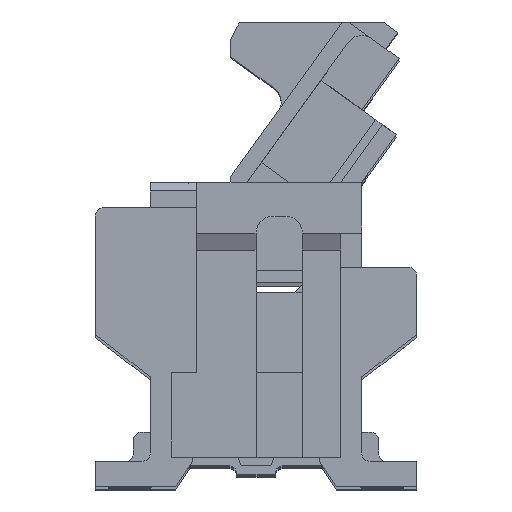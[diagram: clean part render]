
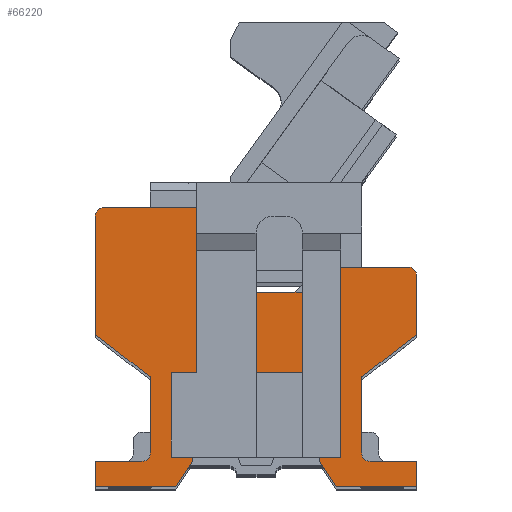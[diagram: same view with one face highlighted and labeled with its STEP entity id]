
A CAD part, top view. The second image highlights one B-rep face of the part: STEP entity #66220.
In plain terms, the highlighted planar face has unit normal (0, 0, 1).
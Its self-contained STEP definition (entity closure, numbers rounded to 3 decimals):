
#21690=CARTESIAN_POINT('',(-0.3,1.65,3.99));
#21700=VERTEX_POINT('',#21690);
#21730=CARTESIAN_POINT('',(-0.3,1.65,3.99));
#21740=DIRECTION('',(-1.,0.,0.));
#21750=VECTOR('',#21740,1.);
#21760=LINE('',#21730,#21750);
#21770=CARTESIAN_POINT('',(-1.35,1.65,3.99));
#21780=VERTEX_POINT('',#21770);
#21790=EDGE_CURVE('',#21700,#21780,#21760,.T.);
#24590=CARTESIAN_POINT('',(-2.,0.7,3.99));
#24600=VERTEX_POINT('',#24590);
#24630=CARTESIAN_POINT('',(-1.634,0.7,3.99));
#24640=DIRECTION('',(1.,0.,0.));
#24650=VECTOR('',#24640,1.);
#24660=LINE('',#24630,#24650);
#24670=CARTESIAN_POINT('',(0.,0.7,3.99));
#24680=VERTEX_POINT('',#24670);
#24690=EDGE_CURVE('',#24600,#24680,#24660,.T.);
#26890=CARTESIAN_POINT('',(-2.8,2.55,3.99));
#26900=DIRECTION('',(0.,0.,-1.));
#26910=DIRECTION('',(-1.,0.,0.));
#26920=AXIS2_PLACEMENT_3D('',#26890,#26900,#26910);
#26930=CIRCLE('',#26920,0.1);
#26940=CARTESIAN_POINT('',(-2.9,2.55,3.99));
#26950=VERTEX_POINT('',#26940);
#26960=CARTESIAN_POINT('',(-2.8,2.65,3.99));
#26970=VERTEX_POINT('',#26960);
#26980=EDGE_CURVE('',#26950,#26970,#26930,.T.);
#31870=CARTESIAN_POINT('',(0.,0.354,3.99));
#31880=DIRECTION('',(0.,-1.,0.));
#31890=VECTOR('',#31880,1.);
#31900=LINE('',#31870,#31890);
#31910=CARTESIAN_POINT('',(0.,-0.3,3.99));
#31920=VERTEX_POINT('',#31910);
#31930=EDGE_CURVE('',#24680,#31920,#31900,.T.);
#37750=CARTESIAN_POINT('',(-1.75,-0.3,3.99));
#37760=VERTEX_POINT('',#37750);
#37790=CARTESIAN_POINT('',(-1.634,-0.3,3.99));
#37800=DIRECTION('',(1.,0.,0.));
#37810=VECTOR('',#37800,1.);
#37820=LINE('',#37790,#37810);
#37830=CARTESIAN_POINT('',(-2.,-0.3,3.99));
#37840=VERTEX_POINT('',#37830);
#37850=EDGE_CURVE('',#37840,#37760,#37820,.T.);
#38180=CARTESIAN_POINT('',(-0.25,-0.3,3.99));
#38190=VERTEX_POINT('',#38180);
#38200=EDGE_CURVE('',#38190,#31920,#37820,.T.);
#41610=CARTESIAN_POINT('',(-2.,0.354,3.99));
#41620=DIRECTION('',(0.,1.,0.));
#41630=VECTOR('',#41620,1.);
#41640=LINE('',#41610,#41630);
#41650=EDGE_CURVE('',#37840,#24600,#41640,.T.);
#58680=CARTESIAN_POINT('',(-2.25,0.65,3.99));
#58690=DIRECTION('',(-0.793,0.61,0.));
#58700=VECTOR('',#58690,1.);
#58710=LINE('',#58680,#58700);
#58720=CARTESIAN_POINT('',(-2.25,0.65,3.99));
#58730=VERTEX_POINT('',#58720);
#58740=CARTESIAN_POINT('',(-2.9,1.15,3.99));
#58750=VERTEX_POINT('',#58740);
#58760=EDGE_CURVE('',#58730,#58750,#58710,.T.);
#59200=CARTESIAN_POINT('',(-1.75,-0.35,3.99));
#59210=VERTEX_POINT('',#59200);
#59240=CARTESIAN_POINT('',(-1.75,-0.3,3.99));
#59250=DIRECTION('',(0.,1.,0.));
#59260=VECTOR('',#59250,1.);
#59270=LINE('',#59240,#59260);
#59280=EDGE_CURVE('',#59210,#37760,#59270,.T.);
#59430=CARTESIAN_POINT('',(-2.9,-0.65,3.99));
#59440=VERTEX_POINT('',#59430);
#59490=CARTESIAN_POINT('',(-0.3,-0.65,3.99));
#59500=DIRECTION('',(-1.,0.,0.));
#59510=VECTOR('',#59500,1.);
#59520=LINE('',#59490,#59510);
#59530=CARTESIAN_POINT('',(-1.95,-0.65,3.99));
#59540=VERTEX_POINT('',#59530);
#59550=EDGE_CURVE('',#59540,#59440,#59520,.T.);
#60060=CARTESIAN_POINT('',(-0.3,1.95,3.99));
#60070=DIRECTION('',(-1.,0.,0.));
#60080=VECTOR('',#60070,1.);
#60090=LINE('',#60060,#60080);
#60100=CARTESIAN_POINT('',(0.8,1.95,3.99));
#60110=VERTEX_POINT('',#60100);
#60120=CARTESIAN_POINT('',(-0.1,1.95,3.99));
#60130=VERTEX_POINT('',#60120);
#60140=EDGE_CURVE('',#60110,#60130,#60090,.T.);
#60570=CARTESIAN_POINT('',(-1.45,2.65,3.99));
#60580=VERTEX_POINT('',#60570);
#60610=CARTESIAN_POINT('',(-0.3,2.65,3.99));
#60620=DIRECTION('',(-1.,0.,0.));
#60630=VECTOR('',#60620,1.);
#60640=LINE('',#60610,#60630);
#60650=EDGE_CURVE('',#60580,#26970,#60640,.T.);
#61210=CARTESIAN_POINT('',(-2.35,-0.35,3.99));
#61220=VERTEX_POINT('',#61210);
#61250=CARTESIAN_POINT('',(-0.3,-0.35,3.99));
#61260=DIRECTION('',(-1.,0.,0.));
#61270=VECTOR('',#61260,1.);
#61280=LINE('',#61250,#61270);
#61290=CARTESIAN_POINT('',(-2.9,-0.35,3.99));
#61300=VERTEX_POINT('',#61290);
#61310=EDGE_CURVE('',#61220,#61300,#61280,.T.);
#61570=CARTESIAN_POINT('',(-0.1,1.85,3.99));
#61580=DIRECTION('',(0.,0.,-1.));
#61590=DIRECTION('',(-1.,0.,0.));
#61600=AXIS2_PLACEMENT_3D('',#61570,#61580,#61590);
#61610=CIRCLE('',#61600,0.1);
#61620=CARTESIAN_POINT('',(-0.2,1.85,3.99));
#61630=VERTEX_POINT('',#61620);
#61640=EDGE_CURVE('',#61630,#60130,#61610,.T.);
#62400=CARTESIAN_POINT('',(-2.9,-0.3,3.99));
#62410=DIRECTION('',(0.,1.,0.));
#62420=VECTOR('',#62410,1.);
#62430=LINE('',#62400,#62420);
#62440=EDGE_CURVE('',#59440,#61300,#62430,.T.);
#62660=CARTESIAN_POINT('',(0.9,-0.35,3.99));
#62670=VERTEX_POINT('',#62660);
#62700=CARTESIAN_POINT('',(-1.7,-0.35,3.99));
#62710=DIRECTION('',(1.,0.,0.));
#62720=VECTOR('',#62710,1.);
#62730=LINE('',#62700,#62720);
#62740=CARTESIAN_POINT('',(0.35,-0.35,3.99));
#62750=VERTEX_POINT('',#62740);
#62760=EDGE_CURVE('',#62750,#62670,#62730,.T.);
#62920=CARTESIAN_POINT('',(0.9,-0.3,3.99));
#62930=DIRECTION('',(0.,1.,0.));
#62940=VECTOR('',#62930,1.);
#62950=LINE('',#62920,#62940);
#62960=CARTESIAN_POINT('',(0.9,1.15,3.99));
#62970=VERTEX_POINT('',#62960);
#62980=CARTESIAN_POINT('',(0.9,1.85,3.99));
#62990=VERTEX_POINT('',#62980);
#63000=EDGE_CURVE('',#62970,#62990,#62950,.T.);
#63660=CARTESIAN_POINT('',(0.8,1.85,3.99));
#63670=DIRECTION('',(0.,0.,-1.));
#63680=DIRECTION('',(-1.,0.,0.));
#63690=AXIS2_PLACEMENT_3D('',#63660,#63670,#63680);
#63700=CIRCLE('',#63690,0.1);
#63710=EDGE_CURVE('',#60110,#62990,#63700,.T.);
#63820=CARTESIAN_POINT('',(0.25,0.65,3.99));
#63830=DIRECTION('',(0.793,0.61,0.));
#63840=VECTOR('',#63830,1.);
#63850=LINE('',#63820,#63840);
#63860=CARTESIAN_POINT('',(0.25,0.65,3.99));
#63870=VERTEX_POINT('',#63860);
#63880=EDGE_CURVE('',#63870,#62970,#63850,.T.);
#64100=CARTESIAN_POINT('',(-0.25,-0.35,3.99));
#64110=VERTEX_POINT('',#64100);
#64140=CARTESIAN_POINT('',(-0.05,-0.65,3.99));
#64150=DIRECTION('',(-0.555,0.832,0.));
#64160=VECTOR('',#64150,1.);
#64170=LINE('',#64140,#64160);
#64180=CARTESIAN_POINT('',(-0.05,-0.65,3.99));
#64190=VERTEX_POINT('',#64180);
#64200=EDGE_CURVE('',#64190,#64110,#64170,.T.);
#64420=CARTESIAN_POINT('',(-1.45,1.75,3.99));
#64430=VERTEX_POINT('',#64420);
#64460=CARTESIAN_POINT('',(-1.45,-0.3,3.99));
#64470=DIRECTION('',(0.,1.,0.));
#64480=VECTOR('',#64470,1.);
#64490=LINE('',#64460,#64480);
#64500=EDGE_CURVE('',#64430,#60580,#64490,.T.);
#64630=CARTESIAN_POINT('',(-0.2,-0.3,3.99));
#64640=DIRECTION('',(0.,1.,0.));
#64650=VECTOR('',#64640,1.);
#64660=LINE('',#64630,#64650);
#64670=CARTESIAN_POINT('',(-0.2,1.75,3.99));
#64680=VERTEX_POINT('',#64670);
#64690=EDGE_CURVE('',#64680,#61630,#64660,.T.);
#64850=CARTESIAN_POINT('',(-0.3,1.75,3.99));
#64860=DIRECTION('',(0.,0.,-1.));
#64870=DIRECTION('',(-1.,0.,0.));
#64880=AXIS2_PLACEMENT_3D('',#64850,#64860,#64870);
#64890=CIRCLE('',#64880,0.1);
#64900=EDGE_CURVE('',#64680,#21700,#64890,.T.);
#65160=CARTESIAN_POINT('',(-2.25,-0.25,3.99));
#65170=VERTEX_POINT('',#65160);
#65200=CARTESIAN_POINT('',(-2.35,-0.25,3.99));
#65210=DIRECTION('',(0.,0.,-1.));
#65220=DIRECTION('',(-1.,0.,0.));
#65230=AXIS2_PLACEMENT_3D('',#65200,#65210,#65220);
#65240=CIRCLE('',#65230,0.1);
#65250=EDGE_CURVE('',#65170,#61220,#65240,.T.);
#65310=CARTESIAN_POINT('',(0.151,1.185,3.99));
#65320=DIRECTION('',(0.,0.,1.));
#65330=DIRECTION('',(1.,0.,0.));
#65340=AXIS2_PLACEMENT_3D('',#65310,#65320,#65330);
#65350=PLANE('',#65340);
#65360=CARTESIAN_POINT('',(-2.9,-0.3,3.99));
#65370=DIRECTION('',(0.,1.,0.));
#65380=VECTOR('',#65370,1.);
#65390=LINE('',#65360,#65380);
#65400=EDGE_CURVE('',#58750,#26950,#65390,.T.);
#65410=ORIENTED_EDGE('',*,*,#65400,.F.);
#65420=ORIENTED_EDGE('',*,*,#26980,.F.);
#65430=ORIENTED_EDGE('',*,*,#60650,.T.);
#65440=ORIENTED_EDGE('',*,*,#64500,.T.);
#65450=CARTESIAN_POINT('',(-1.35,1.75,3.99));
#65460=DIRECTION('',(0.,0.,-1.));
#65470=DIRECTION('',(-1.,0.,0.));
#65480=AXIS2_PLACEMENT_3D('',#65450,#65460,#65470);
#65490=CIRCLE('',#65480,0.1);
#65500=EDGE_CURVE('',#21780,#64430,#65490,.T.);
#65510=ORIENTED_EDGE('',*,*,#65500,.T.);
#65520=ORIENTED_EDGE('',*,*,#21790,.T.);
#65530=ORIENTED_EDGE('',*,*,#64900,.T.);
#65540=ORIENTED_EDGE('',*,*,#64690,.F.);
#65550=ORIENTED_EDGE('',*,*,#61640,.F.);
#65560=ORIENTED_EDGE('',*,*,#60140,.T.);
#65570=ORIENTED_EDGE('',*,*,#63710,.F.);
#65580=ORIENTED_EDGE('',*,*,#63000,.T.);
#65590=ORIENTED_EDGE('',*,*,#63880,.T.);
#65600=CARTESIAN_POINT('',(0.25,-0.3,3.99));
#65610=DIRECTION('',(0.,1.,0.));
#65620=VECTOR('',#65610,1.);
#65630=LINE('',#65600,#65620);
#65640=CARTESIAN_POINT('',(0.25,-0.25,3.99));
#65650=VERTEX_POINT('',#65640);
#65660=EDGE_CURVE('',#65650,#63870,#65630,.T.);
#65670=ORIENTED_EDGE('',*,*,#65660,.T.);
#65680=CARTESIAN_POINT('',(0.35,-0.25,3.99));
#65690=DIRECTION('',(0.,0.,1.));
#65700=DIRECTION('',(1.,0.,0.));
#65710=AXIS2_PLACEMENT_3D('',#65680,#65690,#65700);
#65720=CIRCLE('',#65710,0.1);
#65730=EDGE_CURVE('',#65650,#62750,#65720,.T.);
#65740=ORIENTED_EDGE('',*,*,#65730,.F.);
#65750=ORIENTED_EDGE('',*,*,#62760,.F.);
#65760=CARTESIAN_POINT('',(0.9,-0.3,3.99));
#65770=DIRECTION('',(0.,1.,0.));
#65780=VECTOR('',#65770,1.);
#65790=LINE('',#65760,#65780);
#65800=CARTESIAN_POINT('',(0.9,-0.65,3.99));
#65810=VERTEX_POINT('',#65800);
#65820=EDGE_CURVE('',#65810,#62670,#65790,.T.);
#65830=ORIENTED_EDGE('',*,*,#65820,.T.);
#65840=CARTESIAN_POINT('',(-1.7,-0.65,3.99));
#65850=DIRECTION('',(1.,0.,0.));
#65860=VECTOR('',#65850,1.);
#65870=LINE('',#65840,#65860);
#65880=EDGE_CURVE('',#64190,#65810,#65870,.T.);
#65890=ORIENTED_EDGE('',*,*,#65880,.T.);
#65900=ORIENTED_EDGE('',*,*,#64200,.F.);
#65910=CARTESIAN_POINT('',(-0.25,-0.3,3.99));
#65920=DIRECTION('',(0.,1.,0.));
#65930=VECTOR('',#65920,1.);
#65940=LINE('',#65910,#65930);
#65950=EDGE_CURVE('',#64110,#38190,#65940,.T.);
#65960=ORIENTED_EDGE('',*,*,#65950,.F.);
#65970=ORIENTED_EDGE('',*,*,#38200,.F.);
#65980=ORIENTED_EDGE('',*,*,#31930,.T.);
#65990=ORIENTED_EDGE('',*,*,#24690,.T.);
#66000=ORIENTED_EDGE('',*,*,#41650,.T.);
#66010=ORIENTED_EDGE('',*,*,#37850,.F.);
#66020=ORIENTED_EDGE('',*,*,#59280,.T.);
#66030=CARTESIAN_POINT('',(-1.95,-0.65,3.99));
#66040=DIRECTION('',(0.555,0.832,0.));
#66050=VECTOR('',#66040,1.);
#66060=LINE('',#66030,#66050);
#66070=EDGE_CURVE('',#59540,#59210,#66060,.T.);
#66080=ORIENTED_EDGE('',*,*,#66070,.T.);
#66090=ORIENTED_EDGE('',*,*,#59550,.F.);
#66100=ORIENTED_EDGE('',*,*,#62440,.F.);
#66110=ORIENTED_EDGE('',*,*,#61310,.T.);
#66120=ORIENTED_EDGE('',*,*,#65250,.T.);
#66130=CARTESIAN_POINT('',(-2.25,-0.3,3.99));
#66140=DIRECTION('',(0.,1.,0.));
#66150=VECTOR('',#66140,1.);
#66160=LINE('',#66130,#66150);
#66170=EDGE_CURVE('',#65170,#58730,#66160,.T.);
#66180=ORIENTED_EDGE('',*,*,#66170,.F.);
#66190=ORIENTED_EDGE('',*,*,#58760,.F.);
#66200=EDGE_LOOP('',(#66190,#66180,#66120,#66110,#66100,#66090,#66080,
#66020,#66010,#66000,#65990,#65980,#65970,#65960,#65900,#65890,#65830,
#65750,#65740,#65670,#65590,#65580,#65570,#65560,#65550,#65540,#65530,
#65520,#65510,#65440,#65430,#65420,#65410));
#66210=FACE_OUTER_BOUND('',#66200,.T.);
#66220=ADVANCED_FACE('',(#66210),#65350,.T.);
